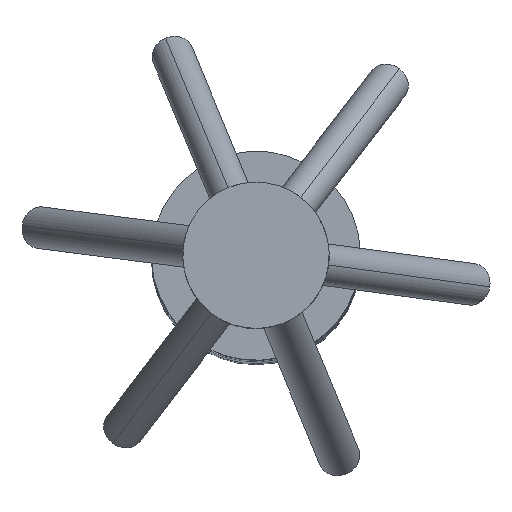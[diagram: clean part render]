
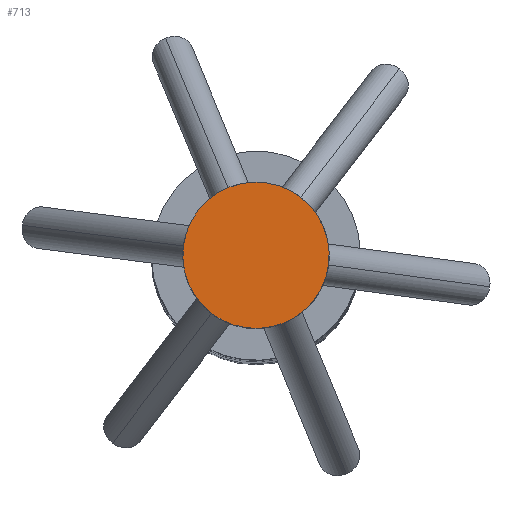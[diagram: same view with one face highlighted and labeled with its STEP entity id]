
A CAD part, top view. The second image highlights one B-rep face of the part: STEP entity #713.
In plain terms, the highlighted face is planar.
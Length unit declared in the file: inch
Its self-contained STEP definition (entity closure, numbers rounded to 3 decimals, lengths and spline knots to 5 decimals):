
#218 = ORIENTED_EDGE ( 'NONE', *, *, #1159, .F. ) ;
#313 = DIRECTION ( 'NONE',  ( 0., 0., 1. ) ) ;
#348 = DIRECTION ( 'NONE',  ( 0., 0., 1. ) ) ;
#373 = CARTESIAN_POINT ( 'NONE',  ( 0.0175, 0., 0. ) ) ;
#635 = ORIENTED_EDGE ( 'NONE', *, *, #765, .F. ) ;
#685 = AXIS2_PLACEMENT_3D ( 'NONE', #1029, #1872, #1038 ) ;
#713 = ADVANCED_FACE ( 'NONE', ( #859 ), #1015, .F. ) ;
#765 = EDGE_CURVE ( 'NONE', #1700, #773, #2154, .T. ) ;
#773 = VERTEX_POINT ( 'NONE', #373 ) ;
#859 = FACE_OUTER_BOUND ( 'NONE', #2101, .T. ) ;
#953 = DIRECTION ( 'NONE',  ( 1., 0., 0. ) ) ;
#979 = CARTESIAN_POINT ( 'NONE',  ( -0.0175, 0., 0. ) ) ;
#1004 = AXIS2_PLACEMENT_3D ( 'NONE', #1121, #313, #953 ) ;
#1015 = PLANE ( 'NONE',  #1177 ) ;
#1029 = CARTESIAN_POINT ( 'NONE',  ( 0., 0., 0. ) ) ;
#1038 = DIRECTION ( 'NONE',  ( 1., 0., 0. ) ) ;
#1121 = CARTESIAN_POINT ( 'NONE',  ( 0., 0., 0. ) ) ;
#1159 = EDGE_CURVE ( 'NONE', #773, #1700, #2021, .T. ) ;
#1177 = AXIS2_PLACEMENT_3D ( 'NONE', #1849, #348, #1858 ) ;
#1700 = VERTEX_POINT ( 'NONE', #979 ) ;
#1849 = CARTESIAN_POINT ( 'NONE',  ( 0., 0., 0. ) ) ;
#1858 = DIRECTION ( 'NONE',  ( 1., 0., 0. ) ) ;
#1872 = DIRECTION ( 'NONE',  ( 0., 0., 1. ) ) ;
#2021 = CIRCLE ( 'NONE', #1004, 0.0175 ) ;
#2101 = EDGE_LOOP ( 'NONE', ( #635, #218 ) ) ;
#2154 = CIRCLE ( 'NONE', #685, 0.0175 ) ;
